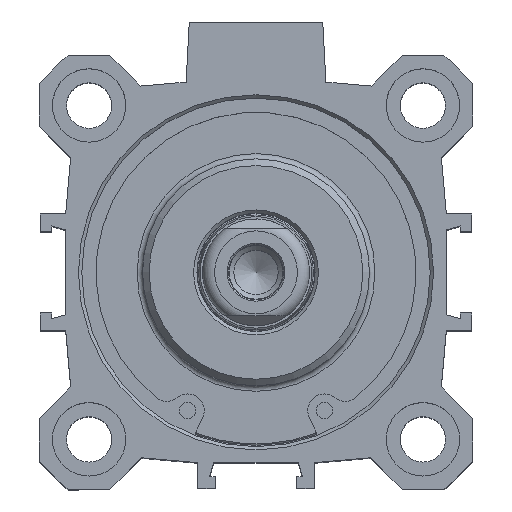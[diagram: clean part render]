
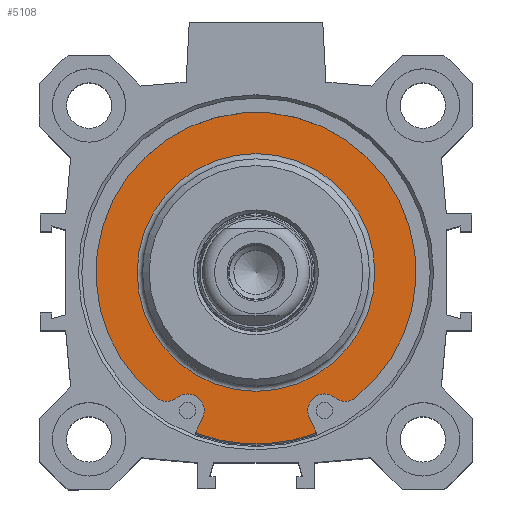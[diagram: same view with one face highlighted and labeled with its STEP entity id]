
A CAD part, top view. The second image highlights one B-rep face of the part: STEP entity #5108.
In plain terms, the highlighted planar face has unit normal (0, 0, 1).
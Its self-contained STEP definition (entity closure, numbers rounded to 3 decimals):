
#4370=CARTESIAN_POINT('',(-14.933,-18.756,79.4));
#4371=VERTEX_POINT('',#4370);
#4378=CARTESIAN_POINT('',(14.933,-18.756,79.4));
#4379=VERTEX_POINT('',#4378);
#4380=CARTESIAN_POINT('',(0.,0.,79.4));
#4381=DIRECTION('',(0.0,0.0,1.0));
#4382=DIRECTION('',(-0.623,0.782,0.0));
#4383=AXIS2_PLACEMENT_3D('',#4380,#4381,#4382);
#4384=CIRCLE('',#4383,23.975);
#4385=EDGE_CURVE('',#4379,#4371,#4384,.T.);
#4410=CARTESIAN_POINT('',(-11.809,-18.748,79.4));
#4411=VERTEX_POINT('',#4410);
#4418=CARTESIAN_POINT('',(-13.376,-16.8,79.4));
#4419=DIRECTION('',(0.0,0.0,1.0));
#4420=DIRECTION('',(0.623,0.782,0.0));
#4421=AXIS2_PLACEMENT_3D('',#4418,#4419,#4420);
#4422=CIRCLE('',#4421,2.5);
#4423=EDGE_CURVE('',#4371,#4411,#4422,.T.);
#4443=CARTESIAN_POINT('',(-7.978,-21.756,79.4));
#4444=VERTEX_POINT('',#4443);
#4451=CARTESIAN_POINT('',(-10.242,-20.696,79.4));
#4452=DIRECTION('',(0.0,0.0,-1.0));
#4453=DIRECTION('',(0.906,-0.424,0.0));
#4454=AXIS2_PLACEMENT_3D('',#4451,#4452,#4453);
#4455=CIRCLE('',#4454,2.5);
#4456=EDGE_CURVE('',#4411,#4444,#4455,.T.);
#4483=CARTESIAN_POINT('',(-9.053,-24.053,79.4));
#4484=VERTEX_POINT('',#4483);
#4491=CARTESIAN_POINT('',(-7.978,-21.756,79.4));
#4492=DIRECTION('',(-0.424,-0.906,0.0));
#4493=VECTOR('',#4492,2.536);
#4494=LINE('',#4491,#4493);
#4495=EDGE_CURVE('',#4444,#4484,#4494,.T.);
#4547=CARTESIAN_POINT('',(7.978,-21.756,79.4));
#4548=VERTEX_POINT('',#4547);
#4555=CARTESIAN_POINT('',(9.053,-24.053,79.4));
#4556=VERTEX_POINT('',#4555);
#4557=CARTESIAN_POINT('',(9.053,-24.053,79.4));
#4558=DIRECTION('',(-0.424,0.906,0.0));
#4559=VECTOR('',#4558,2.536);
#4560=LINE('',#4557,#4559);
#4561=EDGE_CURVE('',#4556,#4548,#4560,.T.);
#4587=CARTESIAN_POINT('',(11.809,-18.748,79.4));
#4588=VERTEX_POINT('',#4587);
#4595=CARTESIAN_POINT('',(10.242,-20.696,79.4));
#4596=DIRECTION('',(0.0,0.0,-1.0));
#4597=DIRECTION('',(0.627,0.779,0.0));
#4598=AXIS2_PLACEMENT_3D('',#4595,#4596,#4597);
#4599=CIRCLE('',#4598,2.5);
#4600=EDGE_CURVE('',#4548,#4588,#4599,.T.);
#4619=CARTESIAN_POINT('',(13.376,-16.8,79.4));
#4620=DIRECTION('',(0.0,0.0,1.0));
#4621=DIRECTION('',(0.627,0.779,0.0));
#4622=AXIS2_PLACEMENT_3D('',#4619,#4620,#4621);
#4623=CIRCLE('',#4622,2.5);
#4624=EDGE_CURVE('',#4588,#4379,#4623,.T.);
#5061=CARTESIAN_POINT('',(0.,17.8,79.4));
#5062=VERTEX_POINT('',#5061);
#5063=CARTESIAN_POINT('',(0.,0.,79.4));
#5064=DIRECTION('',(0.0,0.0,1.0));
#5065=DIRECTION('',(0.0,-1.0,0.0));
#5066=AXIS2_PLACEMENT_3D('',#5063,#5064,#5065);
#5067=CIRCLE('',#5066,17.8);
#5068=EDGE_CURVE('',#5062,#5062,#5067,.T.);
#5084=CARTESIAN_POINT('',(0.,21.35,79.4));
#5085=DIRECTION('',(0.0,0.0,1.0));
#5086=DIRECTION('',(1.0,0.0,0.0));
#5087=AXIS2_PLACEMENT_3D('',#5084,#5085,#5086);
#5088=PLANE('',#5087);
#5089=ORIENTED_EDGE('',*,*,#4495,.T.);
#5090=CARTESIAN_POINT('',(0.,0.,79.4));
#5091=DIRECTION('',(0.0,0.0,1.0));
#5092=DIRECTION('',(0.0,1.0,0.0));
#5093=AXIS2_PLACEMENT_3D('',#5090,#5091,#5092);
#5094=CIRCLE('',#5093,25.7);
#5095=EDGE_CURVE('',#4484,#4556,#5094,.T.);
#5096=ORIENTED_EDGE('',*,*,#5095,.T.);
#5097=ORIENTED_EDGE('',*,*,#4561,.T.);
#5098=ORIENTED_EDGE('',*,*,#4600,.T.);
#5099=ORIENTED_EDGE('',*,*,#4624,.T.);
#5100=ORIENTED_EDGE('',*,*,#4385,.T.);
#5101=ORIENTED_EDGE('',*,*,#4423,.T.);
#5102=ORIENTED_EDGE('',*,*,#4456,.T.);
#5103=EDGE_LOOP('',(#5089,#5096,#5097,#5098,#5099,#5100,#5101,#5102));
#5104=FACE_OUTER_BOUND('',#5103,.T.);
#5105=ORIENTED_EDGE('',*,*,#5068,.F.);
#5106=EDGE_LOOP('',(#5105));
#5107=FACE_BOUND('',#5106,.T.);
#5108=ADVANCED_FACE('',(#5104,#5107),#5088,.T.);
